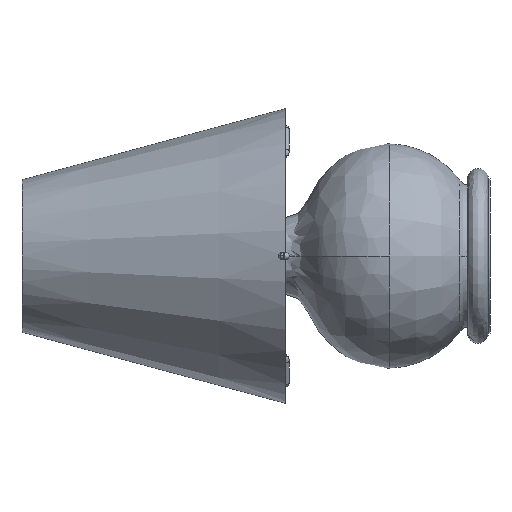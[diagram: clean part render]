
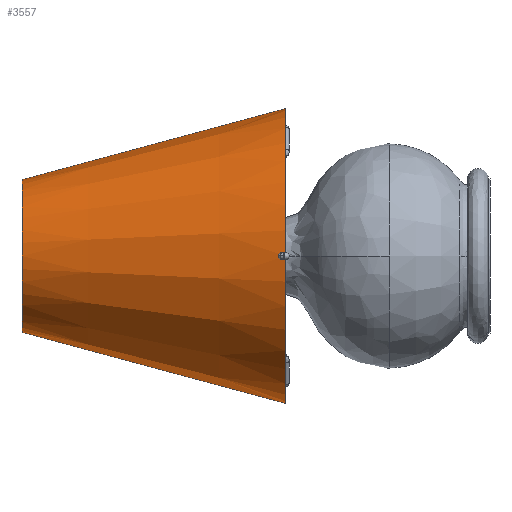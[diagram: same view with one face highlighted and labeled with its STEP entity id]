
A CAD part, left-side view. The second image highlights one B-rep face of the part: STEP entity #3557.
In plain terms, the highlighted conical face has half-angle 15.11 degrees and reference radius 85 mm.
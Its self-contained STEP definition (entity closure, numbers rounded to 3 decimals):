
#162 = DIRECTION ( 'NONE',  ( 0., 1., 0. ) ) ;
#974 = FACE_OUTER_BOUND ( 'NONE', #3250, .T. ) ;
#1315 = LINE ( 'NONE', #3432, #2292 ) ;
#1364 = CARTESIAN_POINT ( 'NONE',  ( 0., 0., 0. ) ) ;
#1595 = CARTESIAN_POINT ( 'NONE',  ( 0., 0., -85. ) ) ;
#1691 = CONICAL_SURFACE ( 'NONE', #4982, 85., 0.264 ) ;
#1766 = DIRECTION ( 'NONE',  ( 0., -1., 0. ) ) ;
#2021 = DIRECTION ( 'NONE',  ( 0., -1., 0. ) ) ;
#2181 = ORIENTED_EDGE ( 'NONE', *, *, #4454, .T. ) ;
#2292 = VECTOR ( 'NONE', #4235, 1000. ) ;
#2373 = VERTEX_POINT ( 'NONE', #4479 ) ;
#2472 = VERTEX_POINT ( 'NONE', #4645 ) ;
#2651 = CARTESIAN_POINT ( 'NONE',  ( 0., 151.786, 0. ) ) ;
#2765 = EDGE_CURVE ( 'NONE', #2472, #3067, #1315, .T. ) ;
#2934 = CARTESIAN_POINT ( 'NONE',  ( 0., 151.786, -44.018 ) ) ;
#3059 = DIRECTION ( 'NONE',  ( 0., 0., -1. ) ) ;
#3067 = VERTEX_POINT ( 'NONE', #3344 ) ;
#3250 = EDGE_LOOP ( 'NONE', ( #5087, #4697, #2181, #4824 ) ) ;
#3344 = CARTESIAN_POINT ( 'NONE',  ( 0., 0., 85. ) ) ;
#3432 = CARTESIAN_POINT ( 'NONE',  ( 0., 0., 85. ) ) ;
#3487 = CIRCLE ( 'NONE', #4002, 44.018 ) ;
#3557 = ADVANCED_FACE ( 'NONE', ( #974 ), #1691, .T. ) ;
#3826 = VECTOR ( 'NONE', #4020, 1000. ) ;
#3867 = EDGE_CURVE ( 'NONE', #3067, #2373, #5086, .T. ) ;
#3965 = LINE ( 'NONE', #1595, #3826 ) ;
#3997 = VERTEX_POINT ( 'NONE', #2934 ) ;
#4002 = AXIS2_PLACEMENT_3D ( 'NONE', #2651, #162, #3059 ) ;
#4020 = DIRECTION ( 'NONE',  ( 0., -0.965, -0.261 ) ) ;
#4235 = DIRECTION ( 'NONE',  ( 0., -0.965, 0.261 ) ) ;
#4331 = AXIS2_PLACEMENT_3D ( 'NONE', #4412, #2021, #4818 ) ;
#4412 = CARTESIAN_POINT ( 'NONE',  ( 0., 0., 0. ) ) ;
#4454 = EDGE_CURVE ( 'NONE', #3997, #2373, #3965, .T. ) ;
#4479 = CARTESIAN_POINT ( 'NONE',  ( 0., 0., -85. ) ) ;
#4645 = CARTESIAN_POINT ( 'NONE',  ( 0., 151.786, 44.018 ) ) ;
#4697 = ORIENTED_EDGE ( 'NONE', *, *, #5107, .F. ) ;
#4818 = DIRECTION ( 'NONE',  ( 0., 0., -1. ) ) ;
#4824 = ORIENTED_EDGE ( 'NONE', *, *, #3867, .F. ) ;
#4982 = AXIS2_PLACEMENT_3D ( 'NONE', #1364, #1766, #4988 ) ;
#4988 = DIRECTION ( 'NONE',  ( 0., 0., -1. ) ) ;
#5086 = CIRCLE ( 'NONE', #4331, 85. ) ;
#5087 = ORIENTED_EDGE ( 'NONE', *, *, #2765, .F. ) ;
#5107 = EDGE_CURVE ( 'NONE', #3997, #2472, #3487, .T. ) ;
